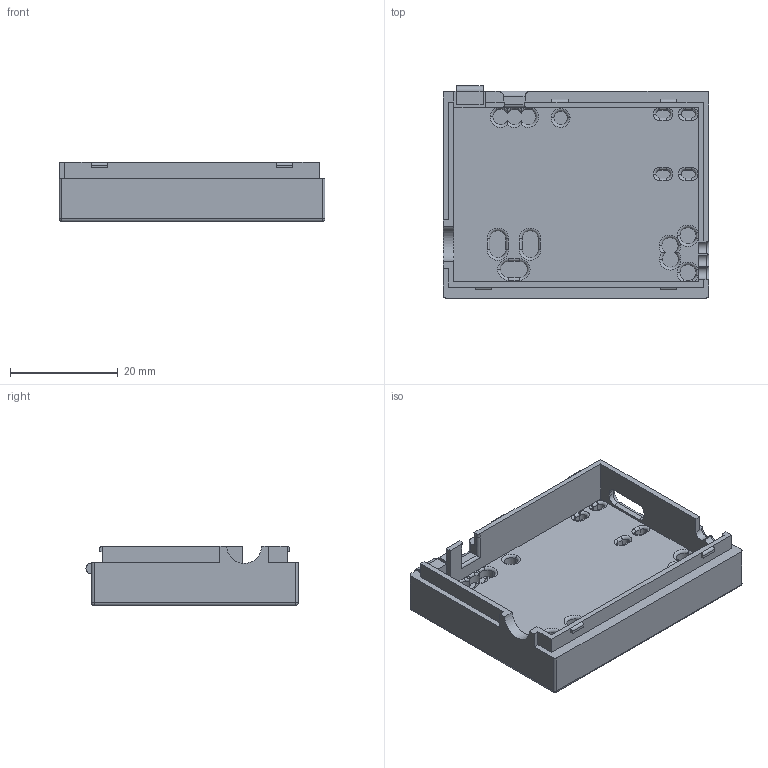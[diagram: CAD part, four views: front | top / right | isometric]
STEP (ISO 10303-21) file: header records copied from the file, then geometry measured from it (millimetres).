
FILE_DESCRIPTION(('FreeCAD Model'),'2;1');
FILE_NAME('Open CASCADE Shape Model','2024-05-20T19:24:24',(''),(''), 'Open CASCADE STEP processor 7.6','FreeCAD','Unknown');
FILE_SCHEMA(('AUTOMOTIVE_DESIGN { 1 0 10303 214 1 1 1 1 }'));
Length unit declared in the file: millimetre
Products named in the file (1): LedBoxV3_REV_00_Bottom_V0
Bounding box: 49.4 x 39.4 x 11 mm (x, y, z)
Volume: 7868 mm3; surface area: 7095.8 mm2
Topology: 1 solids, 1 shells, 240 faces, 605 edges, 369 vertices
Faces by surface type: plane 93, cylinder 84, torus 49, bspline 10, sphere 4
Entity records: 7448 total; most frequent: CARTESIAN_POINT 1601, DIRECTION 1285, ORIENTED_EDGE 1202, EDGE_CURVE 601, AXIS2_PLACEMENT_3D 484, VERTEX_POINT 369, LINE 317, VECTOR 317
